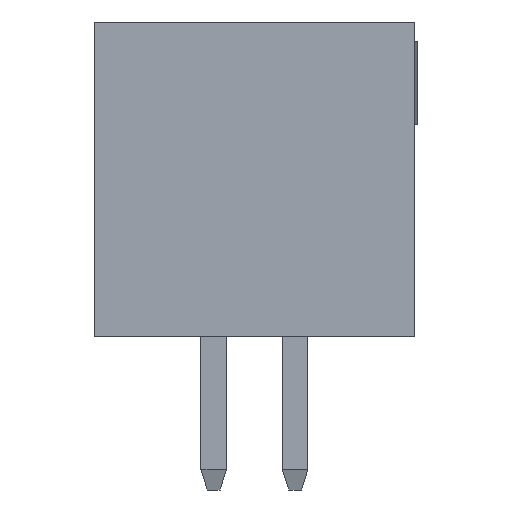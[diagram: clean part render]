
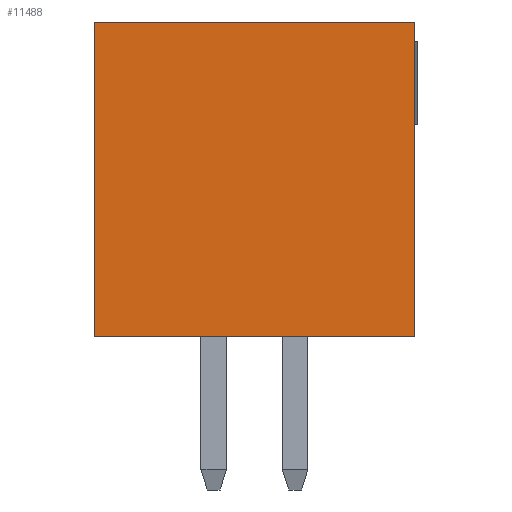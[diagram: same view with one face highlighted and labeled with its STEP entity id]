
A CAD part, left-side view. The second image highlights one B-rep face of the part: STEP entity #11488.
In plain terms, the highlighted planar face has unit normal (-1, 0, 0).
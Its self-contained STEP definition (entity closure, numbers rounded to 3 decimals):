
#1721=ORIENTED_EDGE('',*,*,#3326,.F.);
#1722=ORIENTED_EDGE('',*,*,#3302,.F.);
#1723=ORIENTED_EDGE('',*,*,#2651,.T.);
#1724=ORIENTED_EDGE('',*,*,#3542,.T.);
#2651=EDGE_CURVE('',#3892,#3891,#4691,.T.);
#3302=EDGE_CURVE('',#3892,#4348,#5342,.T.);
#3326=EDGE_CURVE('',#4348,#4355,#5366,.T.);
#3542=EDGE_CURVE('',#3891,#4355,#5582,.T.);
#3891=VERTEX_POINT('',#14275);
#3892=VERTEX_POINT('',#14277);
#4348=VERTEX_POINT('',#15561);
#4355=VERTEX_POINT('',#15593);
#4691=LINE('',#14276,#5931);
#5342=LINE('',#15560,#6582);
#5366=LINE('',#15592,#6606);
#5582=LINE('',#16022,#6822);
#5931=VECTOR('',#12134,1000.);
#6582=VECTOR('',#13139,1000.);
#6606=VECTOR('',#13165,1000.);
#6822=VECTOR('',#13493,1000.);
#7432=EDGE_LOOP('',(#1721,#1722,#1723,#1724));
#7878=FACE_BOUND('',#7432,.T.);
#8289=PLANE('',#11910);
#11488=ADVANCED_FACE('',(#7878),#8289,.T.);
#11910=AXIS2_PLACEMENT_3D('',#16023,#13494,#13495);
#12134=DIRECTION('',(0.,0.,1.));
#13139=DIRECTION('',(0.,1.,0.));
#13165=DIRECTION('',(0.,0.,1.));
#13493=DIRECTION('',(0.,1.,0.));
#13494=DIRECTION('',(-1.,0.,0.));
#13495=DIRECTION('',(0.,0.,1.));
#14275=CARTESIAN_POINT('',(-13.97,-2.5,2.45));
#14276=CARTESIAN_POINT('',(-13.97,-2.5,-2.45));
#14277=CARTESIAN_POINT('',(-13.97,-2.5,-2.45));
#15560=CARTESIAN_POINT('',(-13.97,-2.5,-2.45));
#15561=CARTESIAN_POINT('',(-13.97,2.5,-2.45));
#15592=CARTESIAN_POINT('',(-13.97,2.5,-2.45));
#15593=CARTESIAN_POINT('',(-13.97,2.5,2.45));
#16022=CARTESIAN_POINT('',(-13.97,-2.5,2.45));
#16023=CARTESIAN_POINT('',(-13.97,-2.5,-2.45));
